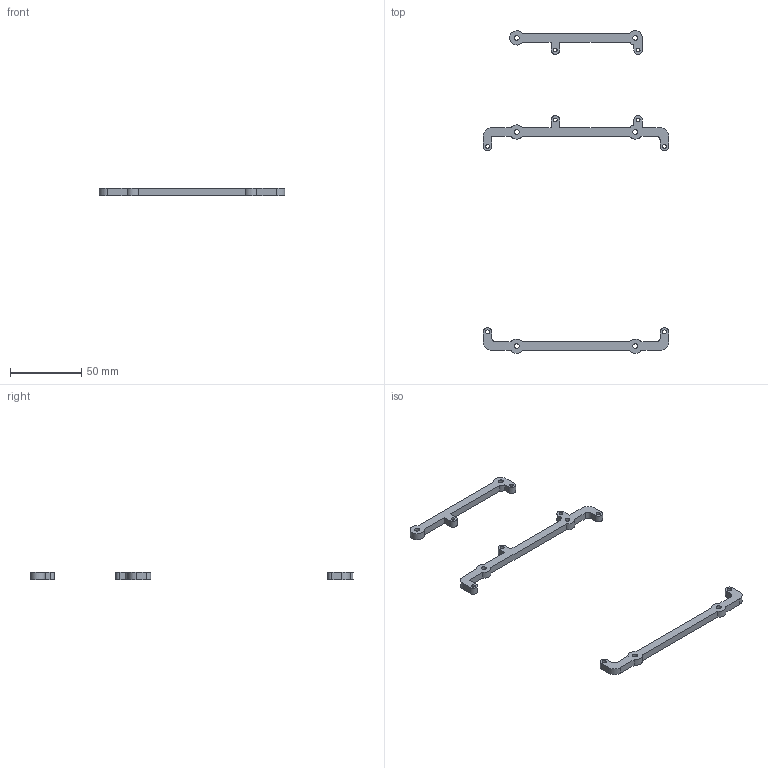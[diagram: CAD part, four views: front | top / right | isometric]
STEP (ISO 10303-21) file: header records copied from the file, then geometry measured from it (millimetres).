
FILE_DESCRIPTION(/* description */ (''),/* implementation_level */ '2;1');
FILE_NAME(/* name */ 'B-Eelectronics_Mount_Bottom-B.stp',/* time_stamp */ '2021-01-11T15:20:56-08:00',/* author */ (''),/* organization */ (''),/* preprocessor_version */ 'ST-DEVELOPER v18.1',/* originating_system */ 'Autodesk Translation Framework v9.7.0.1280',/* authorisation */ '');
FILE_SCHEMA (('AUTOMOTIVE_DESIGN { 1 0 10303 214 3 1 1 }'));
Length unit declared in the file: millimetre
Products named in the file (1): FusionComponent
Bounding box: 130 x 225.97 x 5 mm (x, y, z)
Volume: 12609.6 mm3; surface area: 10019 mm2
Topology: 3 solids, 3 shells, 78 faces, 216 edges, 144 vertices
Faces by surface type: cylinder 40, plane 38
Full cylindrical faces by diameter (mm): 2.7 x8, 3.4 x6
Entity records: 2607 total; most frequent: DIRECTION 454, CARTESIAN_POINT 439, ORIENTED_EDGE 432, EDGE_CURVE 216, AXIS2_PLACEMENT_3D 159, VERTEX_POINT 144, LINE 136, VECTOR 136
